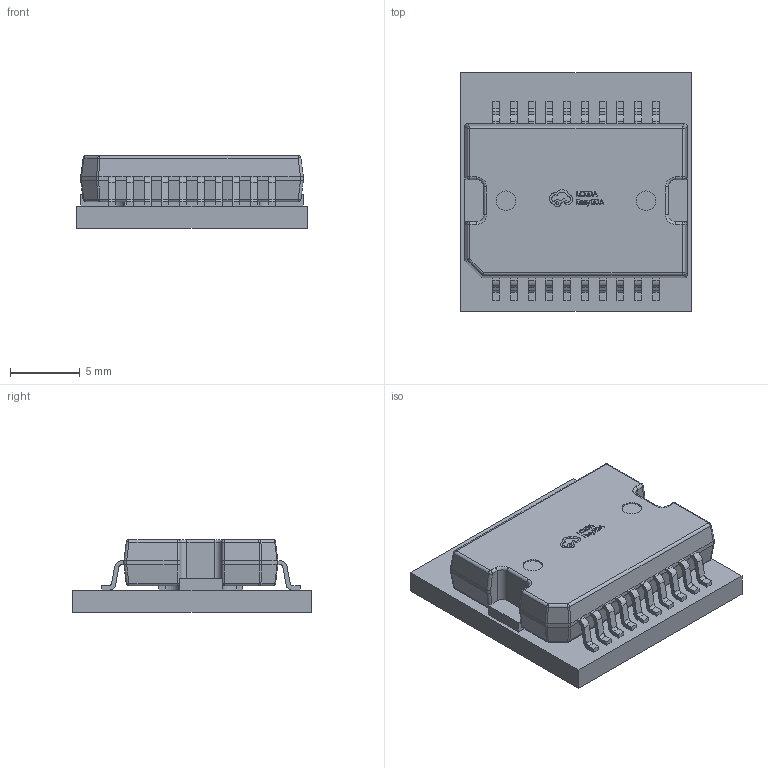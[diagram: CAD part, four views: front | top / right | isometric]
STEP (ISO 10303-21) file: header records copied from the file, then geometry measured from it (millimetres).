
FILE_DESCRIPTION(('Designed by EasyEDA Pro'),'2;1');
FILE_NAME('Open CASCADE Shape Model','2023-04-30T22:04:08',('Author'),( 'Open CASCADE'),'Open CASCADE STEP processor 7.6','Open CASCADE 7.6' ,'Unknown');
FILE_SCHEMA(('AUTOMOTIVE_DESIGN { 1 0 10303 214 1 1 1 1 }'));
Length unit declared in the file: millimetre
Products named in the file (5): PCBModel; COMPOUND; U1; POWERSO-20_L15.9-W11.0-P1.27-LS14.2-BL-EP; SOLID
Assembly tree (4 placements, depth 4):
  PCBModel
    COMPOUND
    U1
      POWERSO-20_L15.9-W11.0-P1.27-LS14.2-BL-EP
        SOLID
Bounding box: 16.49 x 17.06 x 5.2 mm (x, y, z)
Volume: 1020.9 mm3; surface area: 1288.5 mm2
Topology: 2 solids, 2 shells, 685 faces, 1857 edges, 1200 vertices
Faces by surface type: plane 404, cylinder 143, bspline 112, sphere 18, torus 8
Entity records: 28256 total; most frequent: CARTESIAN_POINT 5977, ORIENTED_EDGE 3706, DIRECTION 3005, EDGE_CURVE 1853, LINE 1325, VECTOR 1325, VERTEX_POINT 1200, AXIS2_PLACEMENT_3D 840
